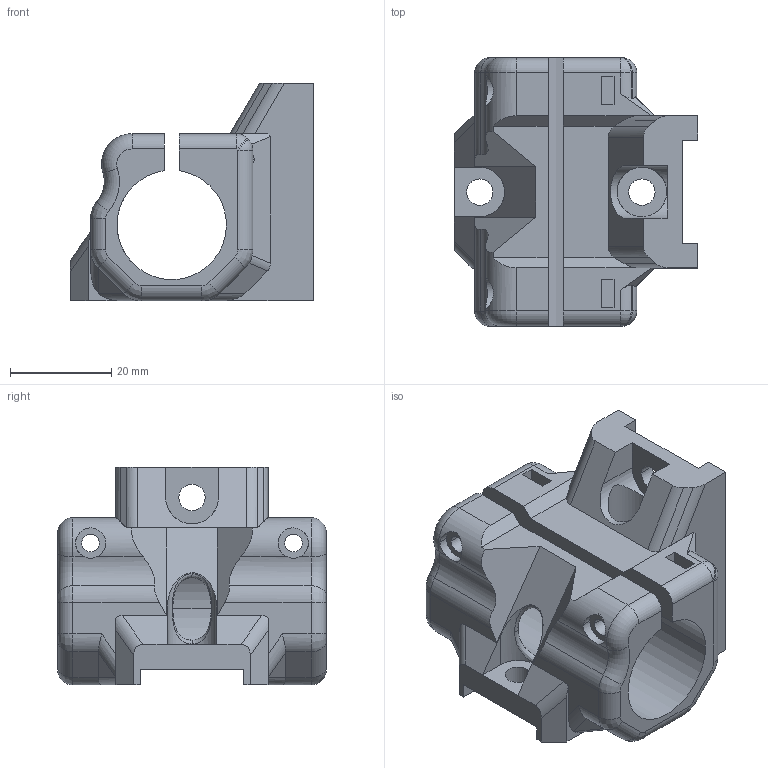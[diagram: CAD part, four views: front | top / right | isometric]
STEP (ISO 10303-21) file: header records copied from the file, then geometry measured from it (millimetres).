
FILE_DESCRIPTION(('CATIA V5 STEP Exchange'),'2;1');
FILE_NAME('HYPERCUBE-EVO-0023_NGEN LMUW12.stp','2020-05-20T17:33:48+00:00',('none'),('none'),'CATIA Version 5 Release 21 GA (IN-10)','CATIA V5 STEP AP203','none');
FILE_SCHEMA(('CONFIG_CONTROL_DESIGN'));
Length unit declared in the file: millimetre
Products named in the file (1): HYPERCUBE-EVO-0023_NGEN
Bounding box: 48 x 53 x 43 mm (x, y, z)
Volume: 37051.9 mm3; surface area: 15596.7 mm2
Topology: 1 solids, 1 shells, 174 faces, 491 edges, 314 vertices
Faces by surface type: cylinder 79, plane 73, revolution 10, torus 4, sphere 4, bspline 4
Entity records: 6305 total; most frequent: CARTESIAN_POINT 2118, ORIENTED_EDGE 974, DIRECTION 646, EDGE_CURVE 487, VERTEX_POINT 314, VECTOR 265, LINE 265, AXIS2_PLACEMENT_3D 247
